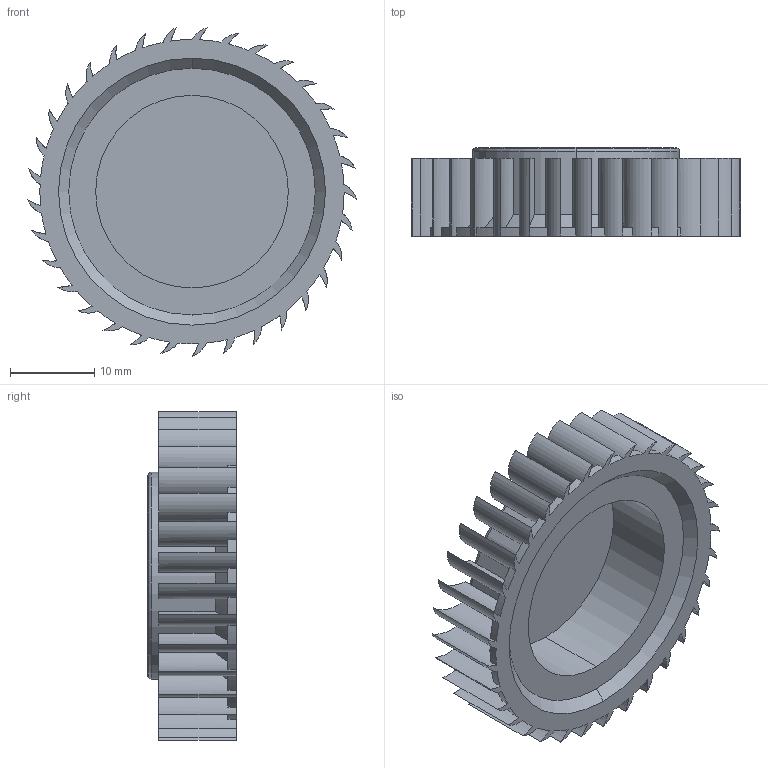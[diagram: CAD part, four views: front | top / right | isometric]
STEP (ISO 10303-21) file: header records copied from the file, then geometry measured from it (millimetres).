
FILE_DESCRIPTION((''),'2;1');
FILE_NAME('TURBINE','2023-02-15T17:17:45',('matteo.grassi'),(''),'CREO PARAMETRIC BY PTC INC, 2018020','CREO PARAMETRIC BY PTC INC, 2018020','');
FILE_SCHEMA(('AUTOMOTIVE_DESIGN { 1 0 10303 214 1 1 1 1 }'));
Length unit declared in the file: millimetre
Products named in the file (1): TURBINE
Bounding box: 38.96 x 10.5 x 38.91 mm (x, y, z)
Volume: 2474.7 mm3; surface area: 6653.9 mm2
Topology: 1 solids, 1 shells, 213 faces, 624 edges, 416 vertices
Faces by surface type: cylinder 103, plane 71, cone 35, torus 4
Entity records: 9548 total; most frequent: CARTESIAN_POINT 1587, DIRECTION 1386, ORIENTED_EDGE 1248, PRESENTATION_STYLE_ASSIGNMENT 625, STYLED_ITEM 625, AXIS2_PLACEMENT_3D 624, CURVE_STYLE 624, EDGE_CURVE 624
